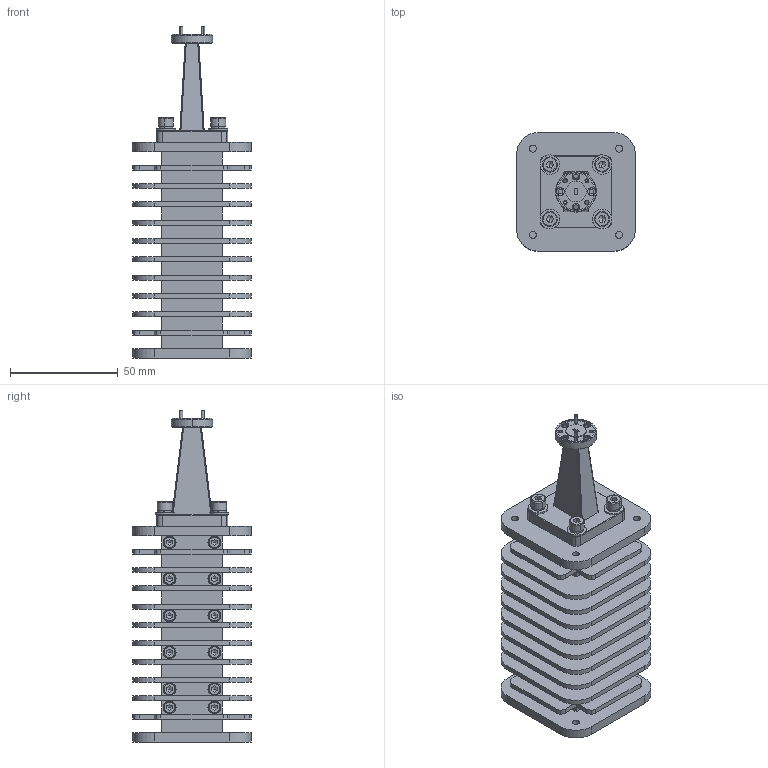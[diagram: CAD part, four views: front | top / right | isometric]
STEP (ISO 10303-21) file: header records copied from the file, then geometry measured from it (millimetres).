
FILE_DESCRIPTION (( 'STEP AP203' ), '1' );
FILE_NAME ('SWL-1250-S8.STEP', '2021-05-10T21:38:53', ( '' ), ( '' ), 'SwSTEP 2.0', 'SolidWorks 2021', '' );
FILE_SCHEMA (( 'CONFIG_CONTROL_DESIGN' ));
Length unit declared in the file: millimetre
Products named in the file (1): SWL-1250-S8
Bounding box: 55 x 55 x 153.94 mm (x, y, z)
Volume: 155825.6 mm3; surface area: 74991.3 mm2
Topology: 1 solids, 13 shells, 762 faces, 1988 edges, 1284 vertices
Faces by surface type: plane 342, cylinder 300, torus 64, cone 56
Entity records: 23421 total; most frequent: CARTESIAN_POINT 4379, DIRECTION 4150, ORIENTED_EDGE 3912, EDGE_CURVE 1956, AXIS2_PLACEMENT_3D 1599, VERTEX_POINT 1284, LINE 952, VECTOR 952
